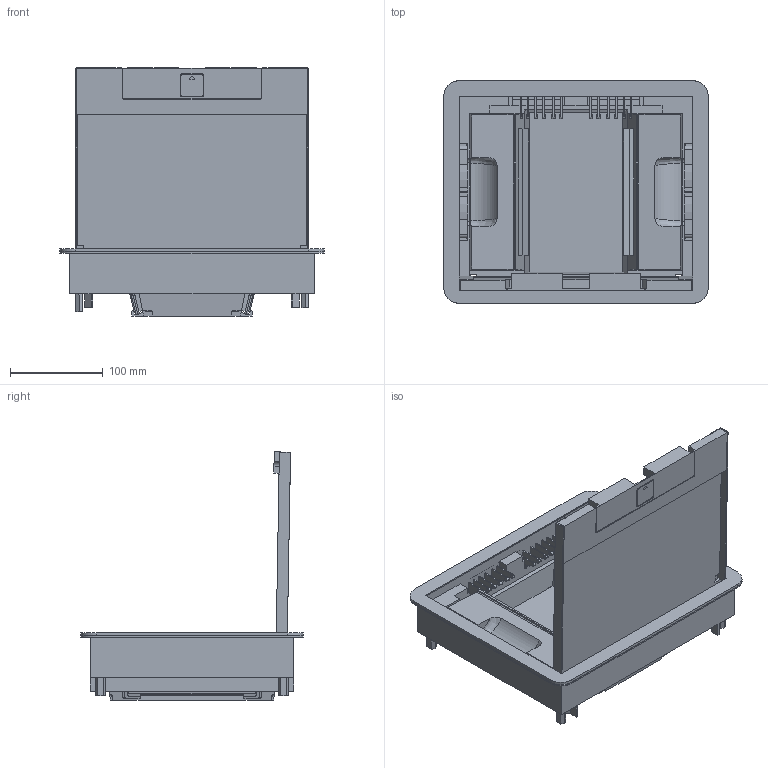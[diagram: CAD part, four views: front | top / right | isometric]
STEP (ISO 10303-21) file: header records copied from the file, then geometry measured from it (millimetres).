
FILE_DESCRIPTION(('CATIA V5 STEP Exchange','CAx-IF Rec.Pracs.--- Composite Materials ---3.4---2017-06-13'),'2;1');
FILE_NAME('LG-080731-S_open.stp','2025-05-02T15:33:49+00:00',('none'),('none'),'CATIA Version 5-6 Release 2020','CATIA V5 STEP AP203 v1','none');
FILE_SCHEMA(('CONFIG_CONTROL_DESIGN'));
Length unit declared in the file: millimetre
Products named in the file (3): A029388_A; A027504_A; SuppVert-T2
Assembly tree (6 placements, depth 3):
  A029388_A
    #57
    #3528
    A027504_A
      #13738
    SuppVert-T2
      #19841
Bounding box: 285 x 240 x 267.57 mm (x, y, z)
Volume: 919961.5 mm3; surface area: 601376.1 mm2
Topology: 4 solids, 4 shells, 824 faces, 2458 edges, 1614 vertices
Faces by surface type: plane 649, cylinder 155, extrusion 16, bspline 4
Entity records: 26973 total; most frequent: CARTESIAN_POINT 5985, ORIENTED_EDGE 4916, DIRECTION 3383, EDGE_CURVE 2458, VECTOR 2068, LINE 2052, VERTEX_POINT 1614, EDGE_LOOP 896
